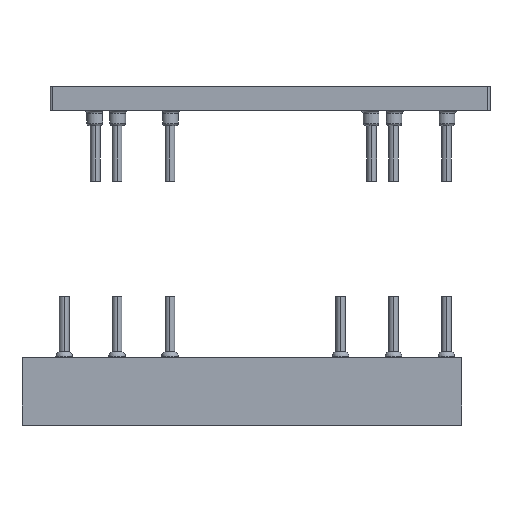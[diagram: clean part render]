
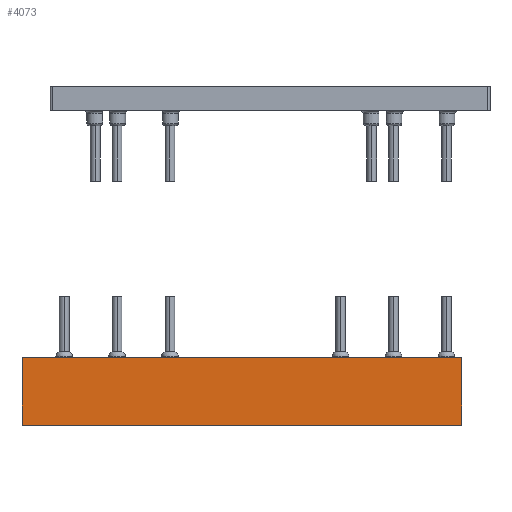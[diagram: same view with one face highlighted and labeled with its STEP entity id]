
A CAD part, front view. The second image highlights one B-rep face of the part: STEP entity #4073.
In plain terms, the highlighted planar face has unit normal (0, -1, 0).
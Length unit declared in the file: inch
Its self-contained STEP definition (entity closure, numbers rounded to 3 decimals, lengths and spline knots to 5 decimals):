
#30 = VECTOR ( 'NONE', #8296, 39.37008 ) ;
#345 = VERTEX_POINT ( 'NONE', #738 ) ;
#402 = CARTESIAN_POINT ( 'NONE',  ( 1.78543, -0.11811, 0.55118 ) ) ;
#553 = VECTOR ( 'NONE', #4234, 39.37008 ) ;
#633 = VERTEX_POINT ( 'NONE', #6650 ) ;
#738 = CARTESIAN_POINT ( 'NONE',  ( -1.78543, -0.11811, 0.55118 ) ) ;
#838 = EDGE_CURVE ( 'NONE', #8216, #7341, #6210, .T. ) ;
#1209 = EDGE_CURVE ( 'NONE', #345, #633, #7755, .T. ) ;
#1480 = ORIENTED_EDGE ( 'NONE', *, *, #4921, .F. ) ;
#1944 = CARTESIAN_POINT ( 'NONE',  ( -1.78543, -0.11811, 0.55118 ) ) ;
#2046 = EDGE_CURVE ( 'NONE', #633, #7341, #6310, .T. ) ;
#2355 = DIRECTION ( 'NONE',  ( 0., 0., -1. ) ) ;
#2430 = ORIENTED_EDGE ( 'NONE', *, *, #1209, .T. ) ;
#2576 = DIRECTION ( 'NONE',  ( 1., 0., 0. ) ) ;
#2853 = VECTOR ( 'NONE', #2355, 39.37008 ) ;
#3238 = AXIS2_PLACEMENT_3D ( 'NONE', #5543, #5458, #8146 ) ;
#3307 = EDGE_LOOP ( 'NONE', ( #4786, #7200, #1480, #2430 ) ) ;
#4073 = ADVANCED_FACE ( 'NONE', ( #8057 ), #4263, .F. ) ;
#4234 = DIRECTION ( 'NONE',  ( 1., 0., 0. ) ) ;
#4263 = PLANE ( 'NONE',  #3238 ) ;
#4518 = CARTESIAN_POINT ( 'NONE',  ( 0., -0.11811, 0. ) ) ;
#4786 = ORIENTED_EDGE ( 'NONE', *, *, #2046, .T. ) ;
#4879 = CARTESIAN_POINT ( 'NONE',  ( 0., -0.11811, 0.55118 ) ) ;
#4921 = EDGE_CURVE ( 'NONE', #345, #8216, #5509, .T. ) ;
#5458 = DIRECTION ( 'NONE',  ( 0., 1., 0. ) ) ;
#5487 = CARTESIAN_POINT ( 'NONE',  ( 1.78543, -0.11811, 0. ) ) ;
#5509 = LINE ( 'NONE', #4879, #553 ) ;
#5543 = CARTESIAN_POINT ( 'NONE',  ( 0., -0.11811, 0.55118 ) ) ;
#5627 = CARTESIAN_POINT ( 'NONE',  ( 1.78543, -0.11811, 0.55118 ) ) ;
#6210 = LINE ( 'NONE', #402, #2853 ) ;
#6310 = LINE ( 'NONE', #4518, #6331 ) ;
#6331 = VECTOR ( 'NONE', #2576, 39.37008 ) ;
#6650 = CARTESIAN_POINT ( 'NONE',  ( -1.78543, -0.11811, 0. ) ) ;
#7200 = ORIENTED_EDGE ( 'NONE', *, *, #838, .F. ) ;
#7341 = VERTEX_POINT ( 'NONE', #5487 ) ;
#7755 = LINE ( 'NONE', #1944, #30 ) ;
#8057 = FACE_OUTER_BOUND ( 'NONE', #3307, .T. ) ;
#8146 = DIRECTION ( 'NONE',  ( 1., 0., 0. ) ) ;
#8216 = VERTEX_POINT ( 'NONE', #5627 ) ;
#8296 = DIRECTION ( 'NONE',  ( 0., 0., -1. ) ) ;
